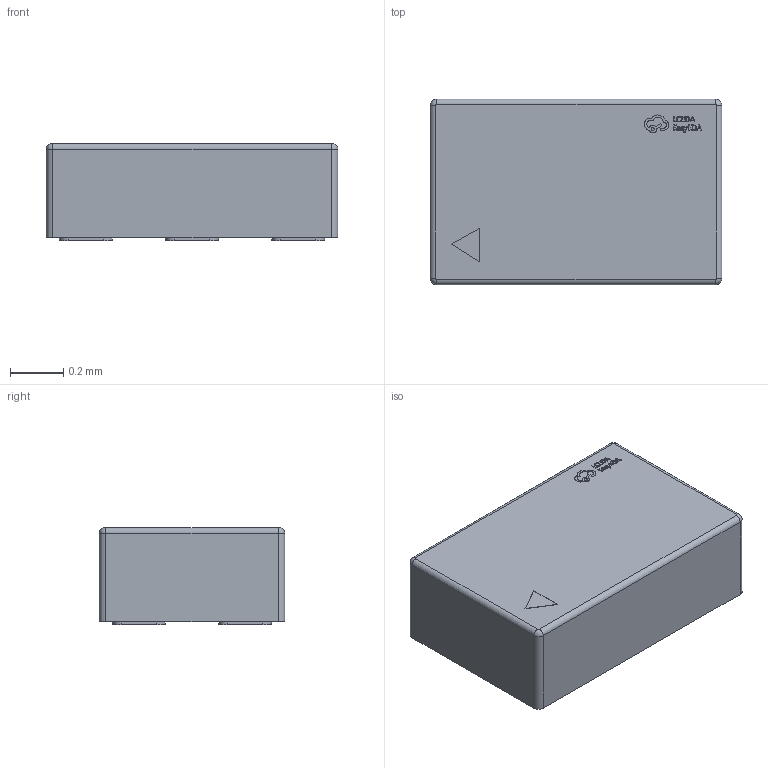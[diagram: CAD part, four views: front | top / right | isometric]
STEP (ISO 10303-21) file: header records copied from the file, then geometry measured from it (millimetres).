
FILE_DESCRIPTION (( 'STEP AP214' ), '1' );
FILE_NAME ('TSNP-6_L1.1-W0.7-H0.4-P0.40-BL.step', '2022-08-04T09:15:10', ( '' ), ( '' ), 'SwSTEP 2.0', 'SolidWorks 2020', '' );
FILE_SCHEMA (( 'AUTOMOTIVE_DESIGN' ));
Length unit declared in the file: millimetre
Products named in the file (1): TSNP-6_L1.1-W0.7-H0.4-P0.40-BL
Bounding box: 1.1 x 0.7 x 0.37 mm (x, y, z)
Volume: 0.3 mm3; surface area: 2.8 mm2
Topology: 14 solids, 14 shells, 366 faces, 964 edges, 640 vertices
Faces by surface type: plane 218, bspline 112, cylinder 32, torus 4
Entity records: 15998 total; most frequent: CARTESIAN_POINT 4075, ORIENTED_EDGE 1928, DIRECTION 1314, EDGE_CURVE 964, VECTOR 668, LINE 668, VERTEX_POINT 640, EDGE_LOOP 392
